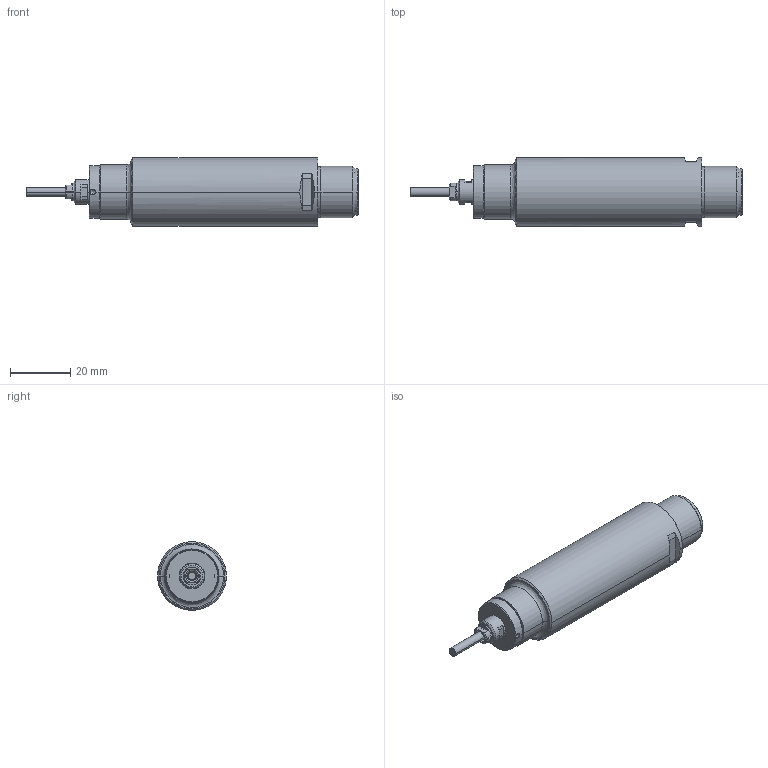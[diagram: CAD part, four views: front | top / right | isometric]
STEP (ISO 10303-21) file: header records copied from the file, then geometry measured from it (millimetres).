
FILE_DESCRIPTION (( 'STEP AP203' ), '1' );
FILE_NAME ('K128A--111A---000(»Ô).STEP', '2018-07-17T04:16:16', ( '' ), ( '' ), 'SwSTEP 2.0', 'SolidWorks 2013', '' );
FILE_SCHEMA (( 'CONFIG_CONTROL_DESIGN' ));
Length unit declared in the file: millimetre
Products named in the file (1): K128A--111A---000(閩)
Bounding box: 110.27 x 22.8 x 22.8 mm (x, y, z)
Volume: 25354.6 mm3; surface area: 14311.9 mm2
Topology: 5 solids, 5 shells, 265 faces, 646 edges, 411 vertices
Faces by surface type: cylinder 103, plane 81, cone 75, bspline 6
Entity records: 8345 total; most frequent: CARTESIAN_POINT 1977, DIRECTION 1380, ORIENTED_EDGE 1280, EDGE_CURVE 640, AXIS2_PLACEMENT_3D 562, VERTEX_POINT 411, EDGE_LOOP 303, CIRCLE 302
